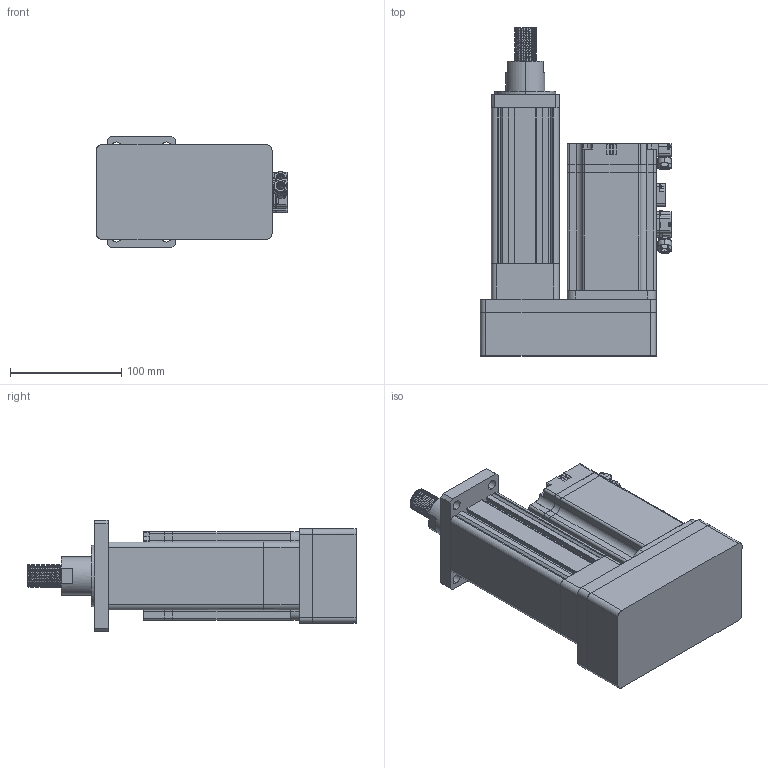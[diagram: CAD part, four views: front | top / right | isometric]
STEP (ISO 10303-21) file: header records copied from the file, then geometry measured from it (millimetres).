
FILE_DESCRIPTION (( 'STEP AP203' ), '1' );
FILE_NAME ('240427-YHD-60缸折叠50行程装配体.STEP', '2024-04-27T02:37:07', ( '微软用户' ), ( '微软中国' ), 'SwSTEP 2.0', 'SolidWorks 2016', '' );
FILE_SCHEMA (( 'CONFIG_CONTROL_DESIGN' ));
Length unit declared in the file: millimetre
Products named in the file (33): _1-SO-112340001_1_1_1; _1-SO-250540001_1_1_1; _1-SO-580930001_1_1_1; MS1H1-75B30CB-A334Z_ASM_1_ASM_1_ASM; 240427-YHD-60缸折叠50行程装配体; _1-SO-808830001_1_1_1; MS1H1-75B30CB-A334Z-S_ASM_1_ASM_ASM; 1-87160_1_1_1; MS1H1-75B30CB-(x)334Z; 22010113--1-SOLI00_1_1_1_2_1; _1-SO-162350001_1_1_1; 30_1_1_1_2_1; MS1H1-75B30CB-A334Z-S_ASM_1_ASM; 21E8-005-1072-P4_1_1_1; 21E8-005-1073-P4_1_1_1; _1-SO-267770001_1_1_1; _80-1-SO0001_1_1_1_2_1; _1-SO-325820001_1_1_1; _1-SO-219540001_1_1_1; 22060240_3_1_1; _1-SO-972090001_1_1_1; _1-SO-44600001_1_1_1; 31090652--MS1H1-750001_1_1_1; _1-SO-431260001_1_1_1; 31740002--1-SOLI00_1_1_1_2_1; 31090527--1-SOL000_1_1_1_2_1; 1-940910_1_1_1; 31090537--1-SOL000_1_1_1_2_1; 60缸行程50折叠前法兰安装; MS1H1-75B30CB-A334Z_1_ASM_1_ASM_ASM; _1-SO-914520001_1_1_1; _1-SO-660130001_1_1_1; _1-SO-761440001_1_1_1
Assembly tree (33 placements, depth 7):
  240427-YHD-60缸折叠50行程装配体
    60缸行程50折叠前法兰安装
    MS1H1-75B30CB-(x)334Z
      MS1H1-75B30CB-A334Z-S_ASM_1_ASM
        MS1H1-75B30CB-A334Z-S_ASM_1_ASM_ASM
          MS1H1-75B30CB-A334Z_ASM_1_ASM_1_ASM
            MS1H1-75B30CB-A334Z_1_ASM_1_ASM_ASM
              30_1_1_1_2_1
              _1-SO-44600001_1_1_1
              1-87160_1_1_1
              _1-SO-112340001_1_1_1
              31090652--MS1H1-750001_1_1_1
              _1-SO-162350001_1_1_1
              _1-SO-219540001_1_1_1
              _1-SO-250540001_1_1_1
              _1-SO-267770001_1_1_1
              _1-SO-325820001_1_1_1
              22010113--1-SOLI00_1_1_1_2_1
              _1-SO-431260001_1_1_1
              _1-SO-580930001_1_1_1
              _1-SO-660130001_1_1_1
              31090537--1-SOL000_1_1_1_2_1
              _80-1-SO0001_1_1_1_2_1
              _1-SO-761440001_1_1_1
              _1-SO-808830001_1_1_1
              31740002--1-SOLI00_1_1_1_2_1
              31090527--1-SOL000_1_1_1_2_1
              _1-SO-914520001_1_1_1
              1-940910_1_1_1
              _1-SO-972090001_1_1_1
        21E8-005-1072-P4_1_1_1
        21E8-005-1073-P4_1_1_1
        22060240_3_1_1  x2
Bounding box: 172.1 x 295 x 100 mm (x, y, z)
Volume: 1907628.8 mm3; surface area: 272064.3 mm2
Topology: 26 solids, 31 shells, 2070 faces, 5589 edges, 3658 vertices
Faces by surface type: plane 1233, cylinder 628, bspline 158, cone 46, torus 5
Entity records: 76654 total; most frequent: CARTESIAN_POINT 22278, ORIENTED_EDGE 11030, DIRECTION 10076, EDGE_CURVE 5519, VERTEX_POINT 3615, VECTOR 3582, LINE 3582, AXIS2_PLACEMENT_3D 3247
